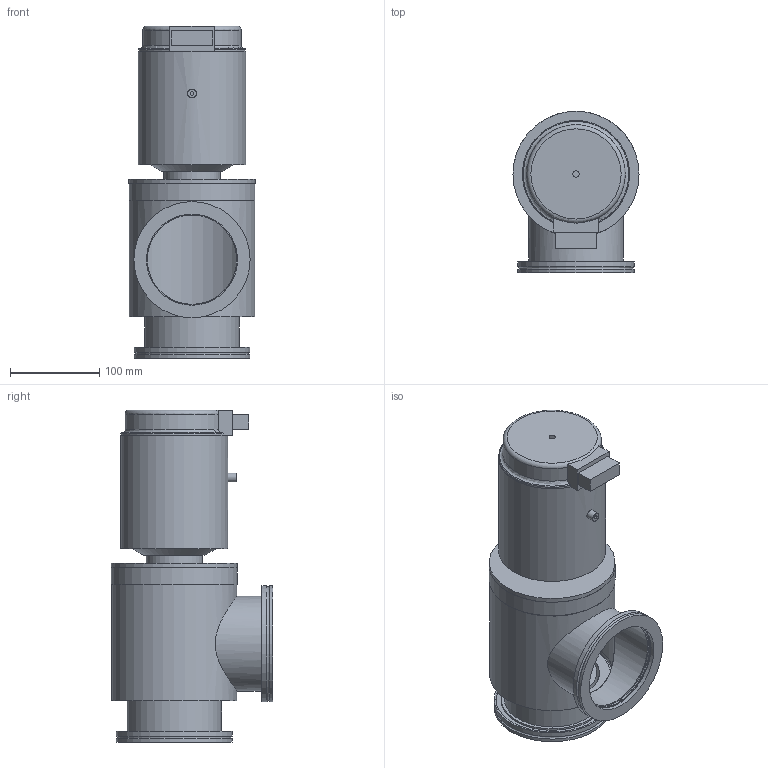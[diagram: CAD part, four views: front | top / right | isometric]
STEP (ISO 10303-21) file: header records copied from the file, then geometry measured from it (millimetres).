
FILE_DESCRIPTION(('STEP AP203'), '1');
FILE_NAME('ÊÂÌ-100 ïîòðåáèòåëþ', '', ('UNSPECIFIED'), ('UNSPECIFIED'), 'C3D Converter', 'C3D Toolkit', '');
FILE_SCHEMA(('CONFIG_CONTROL_DESIGN'));
Length unit declared in the file: millimetre
Bounding box: 141 x 180.5 x 371.5 mm (x, y, z)
Surface area: 267287.6 mm2 (no closed solid volume)
Topology: 0 solids, 14 shells, 71 faces, 147 edges, 97 vertices
Faces by surface type: plane 30, cylinder 28, torus 7, cone 6
Full cylindrical faces by diameter (mm): 4 x1, 10 x1, 63 x1, 100 x2, 102 x2, 103 x2, 106 x2, 108 x1, 114 x2, 120 x1, 126 x2, 130 x4, 135 x1, 140 x1, 141 x2
Entity records: 3383 total; most frequent: CARTESIAN_POINT 1291, DIRECTION 318, ORIENTED_EDGE 191, AXIS2_PLACEMENT_3D 146, EDGE_LOOP 130, EDGE_CURVE 110, VERTEX_POINT 97, COLOUR_RGB 81
